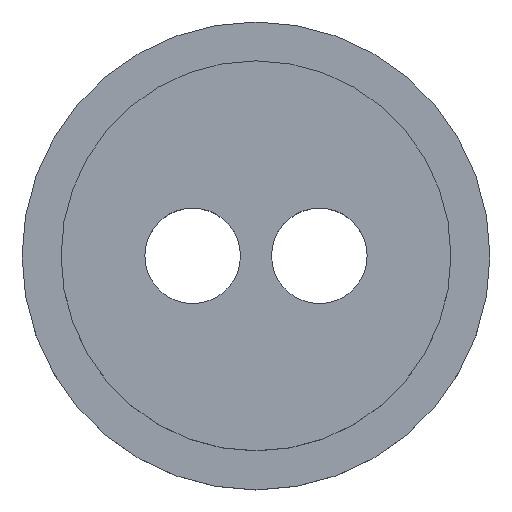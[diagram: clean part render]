
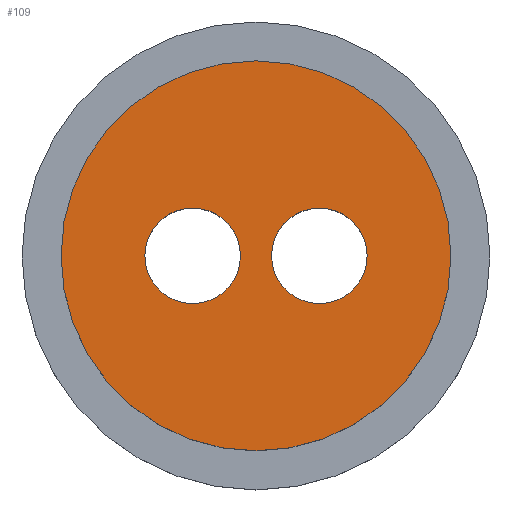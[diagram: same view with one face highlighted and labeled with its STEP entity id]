
A CAD part, top view. The second image highlights one B-rep face of the part: STEP entity #109.
In plain terms, the highlighted planar face has unit normal (0, 0, 1).
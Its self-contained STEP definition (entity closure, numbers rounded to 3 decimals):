
#15=FACE_BOUND('',#34,.T.);
#16=FACE_BOUND('',#35,.T.);
#20=PLANE('',#136);
#26=FACE_OUTER_BOUND('',#33,.T.);
#33=EDGE_LOOP('',(#90));
#34=EDGE_LOOP('',(#91));
#35=EDGE_LOOP('',(#92));
#50=CIRCLE('',#128,10.);
#52=CIRCLE('',#131,2.45);
#54=CIRCLE('',#134,2.45);
#58=VERTEX_POINT('',#180);
#60=VERTEX_POINT('',#186);
#62=VERTEX_POINT('',#192);
#66=EDGE_CURVE('',#58,#58,#50,.T.);
#69=EDGE_CURVE('',#60,#60,#52,.T.);
#72=EDGE_CURVE('',#62,#62,#54,.T.);
#90=ORIENTED_EDGE('',*,*,#66,.T.);
#91=ORIENTED_EDGE('',*,*,#72,.T.);
#92=ORIENTED_EDGE('',*,*,#69,.T.);
#109=ADVANCED_FACE('',(#26,#15,#16),#20,.T.);
#128=AXIS2_PLACEMENT_3D('',#181,#146,#147);
#131=AXIS2_PLACEMENT_3D('',#187,#153,#154);
#134=AXIS2_PLACEMENT_3D('',#193,#160,#161);
#136=AXIS2_PLACEMENT_3D('',#197,#165,#166);
#146=DIRECTION('center_axis',(0.,0.,1.));
#147=DIRECTION('ref_axis',(1.,0.,0.));
#153=DIRECTION('center_axis',(0.,0.,-1.));
#154=DIRECTION('ref_axis',(1.,0.,0.));
#160=DIRECTION('center_axis',(0.,0.,-1.));
#161=DIRECTION('ref_axis',(1.,0.,0.));
#165=DIRECTION('center_axis',(0.,0.,1.));
#166=DIRECTION('ref_axis',(1.,0.,0.));
#180=CARTESIAN_POINT('',(-10.,0.,6.));
#181=CARTESIAN_POINT('Origin',(0.,0.,6.));
#186=CARTESIAN_POINT('',(-5.7,0.,6.));
#187=CARTESIAN_POINT('Origin',(-3.25,0.,6.));
#192=CARTESIAN_POINT('',(0.8,0.,6.));
#193=CARTESIAN_POINT('Origin',(3.25,0.,6.));
#197=CARTESIAN_POINT('Origin',(0.,0.,6.));
